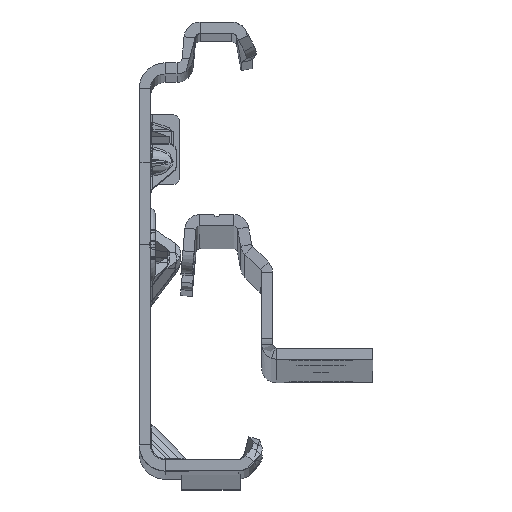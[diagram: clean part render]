
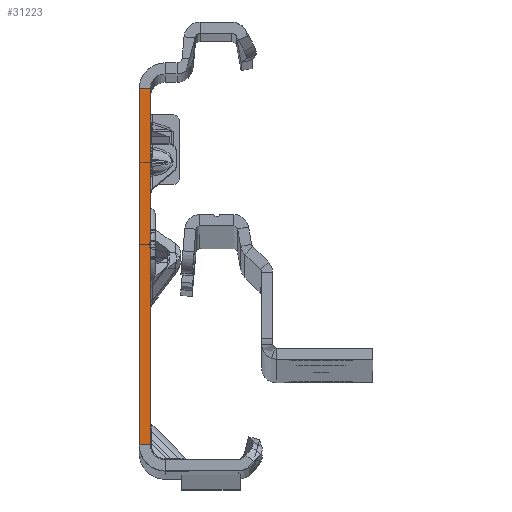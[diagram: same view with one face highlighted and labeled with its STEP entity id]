
A CAD part, top view. The second image highlights one B-rep face of the part: STEP entity #31223.
In plain terms, the highlighted planar face has unit normal (0, 0, 1).
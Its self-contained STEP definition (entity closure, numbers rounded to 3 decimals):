
#1056 = CARTESIAN_POINT ( 'NONE',  ( 0., 22.135, 0. ) ) ;
#1178 = CARTESIAN_POINT ( 'NONE',  ( 0., 22.135, 0. ) ) ;
#2288 = LINE ( 'NONE', #19347, #36744 ) ;
#4267 = CARTESIAN_POINT ( 'NONE',  ( 0., -25.865, 0. ) ) ;
#6208 = LINE ( 'NONE', #10672, #10023 ) ;
#6472 = DIRECTION ( 'NONE',  ( 1., 0., 0. ) ) ;
#6990 = CARTESIAN_POINT ( 'NONE',  ( -1.5, -27.865, 0. ) ) ;
#8473 = CARTESIAN_POINT ( 'NONE',  ( 0., -25.865, 0. ) ) ;
#9823 = PLANE ( 'NONE',  #37651 ) ;
#10023 = VECTOR ( 'NONE', #40048, 1000. ) ;
#10672 = CARTESIAN_POINT ( 'NONE',  ( 0., -27.865, 0. ) ) ;
#11930 = VERTEX_POINT ( 'NONE', #50745 ) ;
#17146 = LINE ( 'NONE', #4267, #40271 ) ;
#18127 = LINE ( 'NONE', #1056, #43829 ) ;
#19347 = CARTESIAN_POINT ( 'NONE',  ( -1.5, -27.865, 0. ) ) ;
#19401 = ORIENTED_EDGE ( 'NONE', *, *, #22403, .F. ) ;
#19413 = EDGE_CURVE ( 'NONE', #21273, #27580, #17146, .T. ) ;
#21273 = VERTEX_POINT ( 'NONE', #8473 ) ;
#22336 = VERTEX_POINT ( 'NONE', #1178 ) ;
#22403 = EDGE_CURVE ( 'NONE', #22336, #21273, #6208, .T. ) ;
#27580 = VERTEX_POINT ( 'NONE', #49651 ) ;
#31223 = ADVANCED_FACE ( 'NONE', ( #48135 ), #9823, .T. ) ;
#31977 = DIRECTION ( 'NONE',  ( 0., -1., 0. ) ) ;
#33184 = ORIENTED_EDGE ( 'NONE', *, *, #35443, .T. ) ;
#34075 = EDGE_CURVE ( 'NONE', #22336, #11930, #18127, .T. ) ;
#35443 = EDGE_CURVE ( 'NONE', #11930, #27580, #2288, .T. ) ;
#36744 = VECTOR ( 'NONE', #31977, 1000. ) ;
#37651 = AXIS2_PLACEMENT_3D ( 'NONE', #6990, #41384, #6472 ) ;
#38013 = EDGE_LOOP ( 'NONE', ( #19401, #40406, #33184, #46801 ) ) ;
#40048 = DIRECTION ( 'NONE',  ( 0., -1., 0. ) ) ;
#40271 = VECTOR ( 'NONE', #46238, 1000. ) ;
#40406 = ORIENTED_EDGE ( 'NONE', *, *, #34075, .T. ) ;
#41384 = DIRECTION ( 'NONE',  ( 0., 0., 1. ) ) ;
#43829 = VECTOR ( 'NONE', #51669, 1000. ) ;
#46238 = DIRECTION ( 'NONE',  ( -1., 0., 0. ) ) ;
#46801 = ORIENTED_EDGE ( 'NONE', *, *, #19413, .F. ) ;
#48135 = FACE_OUTER_BOUND ( 'NONE', #38013, .T. ) ;
#49651 = CARTESIAN_POINT ( 'NONE',  ( -1.5, -25.865, 0. ) ) ;
#50745 = CARTESIAN_POINT ( 'NONE',  ( -1.5, 22.135, 0. ) ) ;
#51669 = DIRECTION ( 'NONE',  ( -1., 0., 0. ) ) ;
